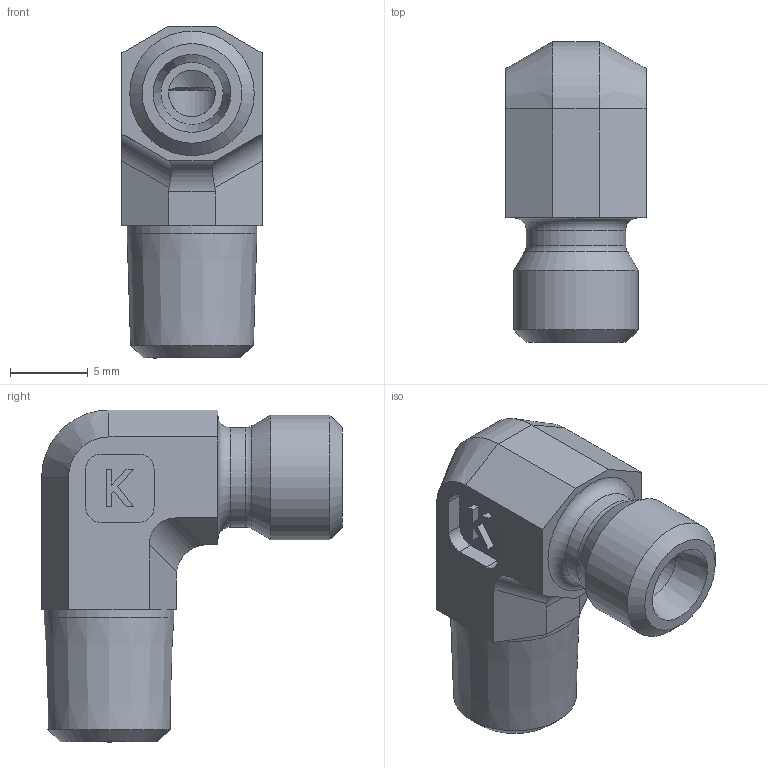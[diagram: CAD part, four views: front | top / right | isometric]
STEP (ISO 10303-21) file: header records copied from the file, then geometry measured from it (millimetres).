
FILE_DESCRIPTION((''),'2;1');
FILE_NAME('21001040808.stp','2014-08-27T10:40:53',(''),('KNOMI spol. s r. o.'),'Autodesk Inventor 2012','Autodesk Inventor 2012','');
FILE_SCHEMA(('AUTOMOTIVE_DESIGN { 1 2 10303 214 0 1 1 1 }'));
Length unit declared in the file: millimetre
Products named in the file (1): LHCM1 4LLMkuž M8x1/M8x1
Bounding box: 9 x 19.33 x 21.33 mm (x, y, z)
Volume: 1488.1 mm3; surface area: 1308.8 mm2
Topology: 1 solids, 1 shells, 63 faces, 159 edges, 103 vertices
Faces by surface type: plane 37, cylinder 14, cone 10, torus 2
Full cylindrical faces by diameter (mm): 3 x1, 3.5 x1, 4 x1, 6.4 x1, 8 x1, 8.344 x1
Entity records: 1849 total; most frequent: CARTESIAN_POINT 371, DIRECTION 302, ORIENTED_EDGE 278, EDGE_CURVE 139, AXIS2_PLACEMENT_3D 103, VERTEX_POINT 97, VECTOR 96, LINE 96
